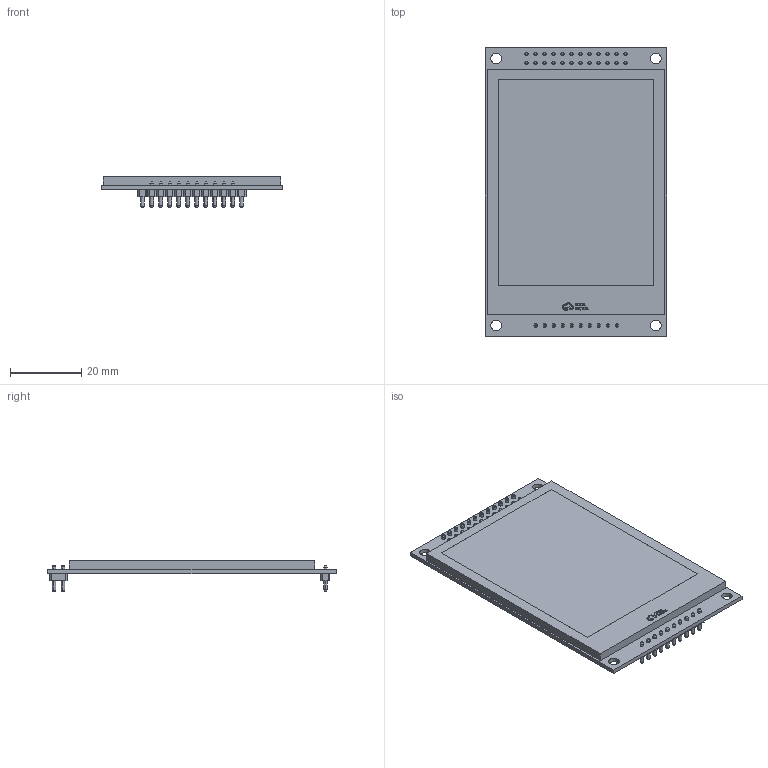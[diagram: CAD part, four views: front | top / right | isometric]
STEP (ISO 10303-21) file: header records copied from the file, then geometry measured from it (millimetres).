
FILE_DESCRIPTION (( 'STEP AP214' ), '1' );
FILE_NAME ('LCD-TH_L21.2-W51.1_HS28B02A.STEP', '2024-01-21T09:56:34', ( 'Microsoft' ), ( 'Microsoft' ), 'SwSTEP 2.0', 'SolidWorks 2020', '' );
FILE_SCHEMA (( 'AUTOMOTIVE_DESIGN' ));
Length unit declared in the file: millimetre
Products named in the file (1): LCD-TH_L21.2-W51.1_HS28B02A
Bounding box: 51.05 x 81.2 x 8.61 mm (x, y, z)
Volume: 13735.3 mm3; surface area: 9838.9 mm2
Topology: 1 solids, 1 shells, 726 faces, 1763 edges, 1130 vertices
Faces by surface type: plane 348, cylinder 144, cone 136, bspline 98
Entity records: 29671 total; most frequent: CARTESIAN_POINT 4926, ORIENTED_EDGE 3526, DIRECTION 3245, EDGE_CURVE 1763, LINE 1139, VECTOR 1139, VERTEX_POINT 1130, AXIS2_PLACEMENT_3D 1053
